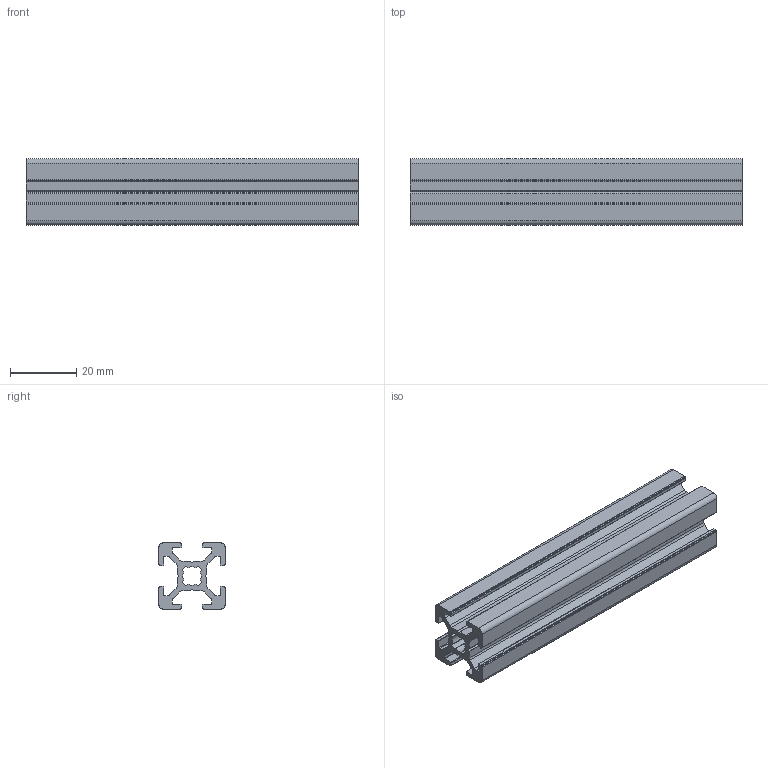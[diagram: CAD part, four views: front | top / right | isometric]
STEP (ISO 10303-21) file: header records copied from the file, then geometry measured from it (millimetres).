
FILE_DESCRIPTION (( 'STEP AP214' ), '1' );
FILE_NAME ('084.111.001.STEP', '2020-07-23T08:21:14', ( '' ), ( '' ), 'SwSTEP 2.0', 'SolidWorks 2018', '' );
FILE_SCHEMA (( 'AUTOMOTIVE_DESIGN' ));
Length unit declared in the file: millimetre
Products named in the file (1): 084.111.001
Bounding box: 100 x 20 x 20 mm (x, y, z)
Volume: 16483 mm3; surface area: 17915.7 mm2
Topology: 1 solids, 1 shells, 184 faces, 546 edges, 364 vertices
Faces by surface type: cylinder 102, plane 82
Entity records: 6272 total; most frequent: DIRECTION 1120, CARTESIAN_POINT 1095, ORIENTED_EDGE 1092, EDGE_CURVE 546, AXIS2_PLACEMENT_3D 389, VERTEX_POINT 364, VECTOR 342, LINE 342
